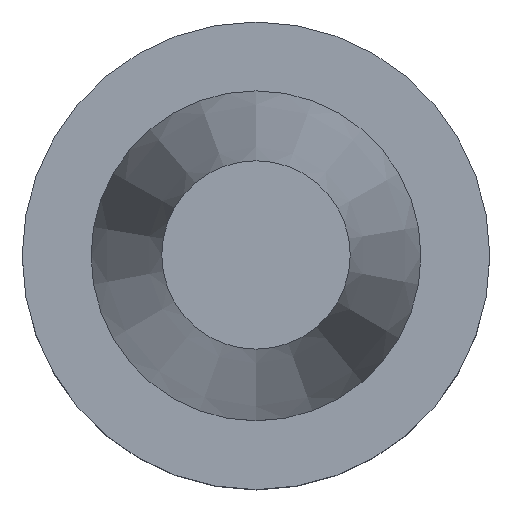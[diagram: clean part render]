
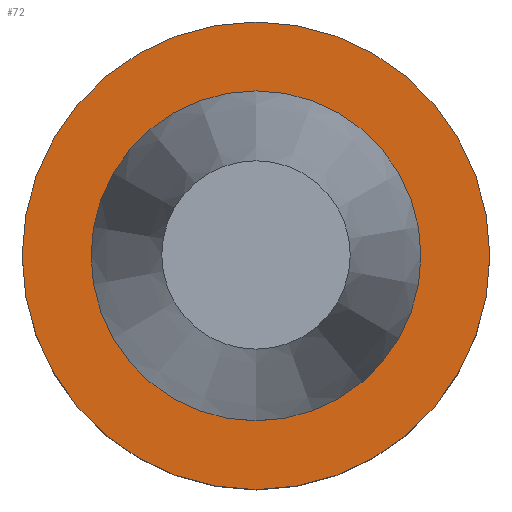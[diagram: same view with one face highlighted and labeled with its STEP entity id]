
A CAD part, top view. The second image highlights one B-rep face of the part: STEP entity #72.
In plain terms, the highlighted planar face has unit normal (0, 0, 1).
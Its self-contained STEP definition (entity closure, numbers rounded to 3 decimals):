
#72=ADVANCED_FACE('Unnamed[1]',(#184,#185),#186,.T.);
#127=EDGE_CURVE('Unnamed[1]',#268,#268,#269,.T.);
#159=EDGE_CURVE('Unnamed[1]',#317,#317,#318,.T.);
#184=FACE_OUTER_BOUND('',#337,.T.);
#185=FACE_BOUND('',#338,.T.);
#186=PLANE('',#339);
#268=VERTEX_POINT('',#441);
#269=CIRCLE('',#442,31.5);
#317=VERTEX_POINT('',#502);
#318=CIRCLE('',#503,22.225);
#337=EDGE_LOOP('',(#509));
#338=EDGE_LOOP('',(#510));
#339=AXIS2_PLACEMENT_3D('',#511,#512,#513);
#441=CARTESIAN_POINT('',(0.,31.5,-1.));
#442=AXIS2_PLACEMENT_3D('',#599,#600,#601);
#502=CARTESIAN_POINT('',(0.,22.225,-1.));
#503=AXIS2_PLACEMENT_3D('',#656,#657,#658);
#509=ORIENTED_EDGE('',*,*,#127,.F.);
#510=ORIENTED_EDGE('',*,*,#159,.T.);
#511=CARTESIAN_POINT('',(0.,26.862,-1.));
#512=DIRECTION('',(0.,0.,1.0));
#513=DIRECTION('',(0.,-1.0,0.));
#599=CARTESIAN_POINT('',(0.,0.,-1.));
#600=DIRECTION('',(0.,0.,-1.0));
#601=DIRECTION('',(0.,1.0,0.));
#656=CARTESIAN_POINT('',(0.,0.,-1.));
#657=DIRECTION('',(0.,0.,-1.0));
#658=DIRECTION('',(0.,1.0,0.));
